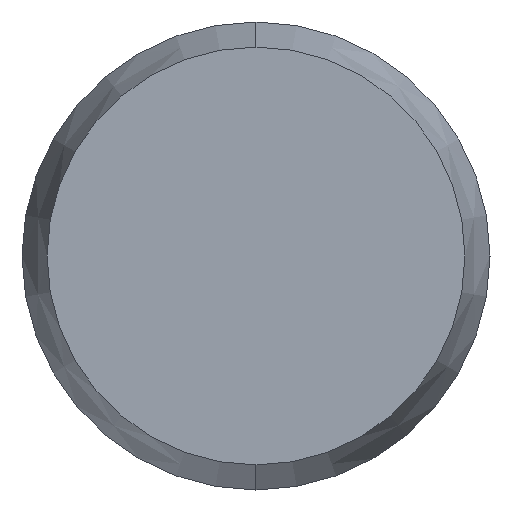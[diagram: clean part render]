
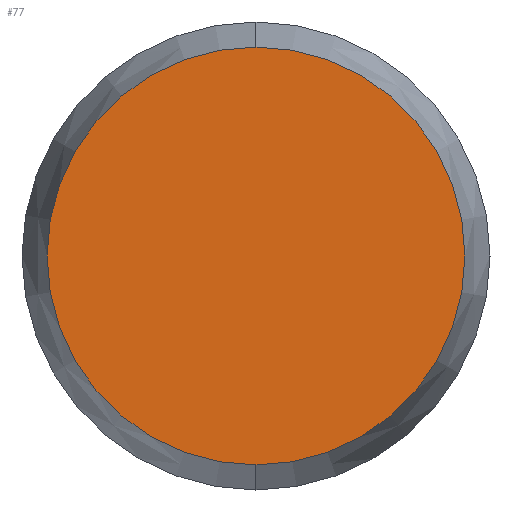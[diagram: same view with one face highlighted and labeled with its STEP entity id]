
A CAD part, left-side view. The second image highlights one B-rep face of the part: STEP entity #77.
In plain terms, the highlighted planar face has unit normal (-1, 0, 0).
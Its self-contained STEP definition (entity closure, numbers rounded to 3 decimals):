
#3 = CARTESIAN_POINT ( 'NONE',  ( 0., 0., -2.678 ) ) ;
#9 = PLANE ( 'NONE',  #195 ) ;
#21 = EDGE_CURVE ( 'NONE', #202, #212, #113, .T. ) ;
#23 = CARTESIAN_POINT ( 'NONE',  ( 0., 0., 0. ) ) ;
#77 = ADVANCED_FACE ( 'NONE', ( #188 ), #9, .F. ) ;
#113 = CIRCLE ( 'NONE', #170, 2.678 ) ;
#121 = AXIS2_PLACEMENT_3D ( 'NONE', #158, #145, #172 ) ;
#123 = ORIENTED_EDGE ( 'NONE', *, *, #21, .T. ) ;
#145 = DIRECTION ( 'NONE',  ( -1., 0., 0. ) ) ;
#146 = CIRCLE ( 'NONE', #121, 2.678 ) ;
#158 = CARTESIAN_POINT ( 'NONE',  ( 0., 0., 0. ) ) ;
#166 = EDGE_LOOP ( 'NONE', ( #123, #237 ) ) ;
#170 = AXIS2_PLACEMENT_3D ( 'NONE', #23, #191, #247 ) ;
#172 = DIRECTION ( 'NONE',  ( 0., 0., 1. ) ) ;
#175 = CARTESIAN_POINT ( 'NONE',  ( 0., 2.678, 0. ) ) ;
#181 = DIRECTION ( 'NONE',  ( 0., 0., -1. ) ) ;
#188 = FACE_OUTER_BOUND ( 'NONE', #166, .T. ) ;
#191 = DIRECTION ( 'NONE',  ( -1., 0., 0. ) ) ;
#195 = AXIS2_PLACEMENT_3D ( 'NONE', #175, #203, #181 ) ;
#202 = VERTEX_POINT ( 'NONE', #3 ) ;
#203 = DIRECTION ( 'NONE',  ( 1., 0., 0. ) ) ;
#212 = VERTEX_POINT ( 'NONE', #248 ) ;
#237 = ORIENTED_EDGE ( 'NONE', *, *, #241, .T. ) ;
#241 = EDGE_CURVE ( 'NONE', #212, #202, #146, .T. ) ;
#247 = DIRECTION ( 'NONE',  ( 0., 0., 1. ) ) ;
#248 = CARTESIAN_POINT ( 'NONE',  ( 0., 0., 2.678 ) ) ;
